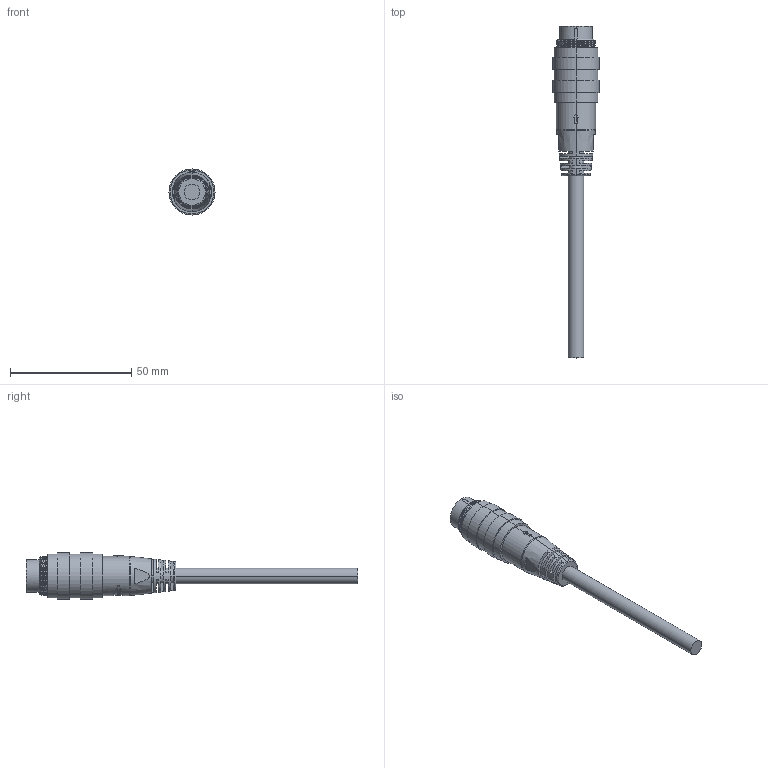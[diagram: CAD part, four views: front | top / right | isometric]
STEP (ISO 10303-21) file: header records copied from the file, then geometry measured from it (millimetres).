
FILE_DESCRIPTION (( 'STEP AP214' ), '1' );
FILE_NAME ('M16 5P(DIN) male molded.STEP', '2023-02-01T08:01:22', ( 'as' ), ( 'Microsoft' ), 'SwSTEP 2.0', 'SolidWorks 2015', '' );
FILE_SCHEMA (( 'AUTOMOTIVE_DESIGN' ));
Length unit declared in the file: millimetre
Products named in the file (1): M16 5P(DIN) male molded
Bounding box: 19 x 136.81 x 19 mm (x, y, z)
Volume: 13912.4 mm3; surface area: 6587.4 mm2
Topology: 1 solids, 1 shells, 344 faces, 883 edges, 579 vertices
Faces by surface type: plane 157, bspline 101, cylinder 73, cone 7, torus 6
Entity records: 16894 total; most frequent: CARTESIAN_POINT 9400, ORIENTED_EDGE 1766, DIRECTION 1233, EDGE_CURVE 883, VERTEX_POINT 579, AXIS2_PLACEMENT_3D 443, EDGE_LOOP 382, VECTOR 347
